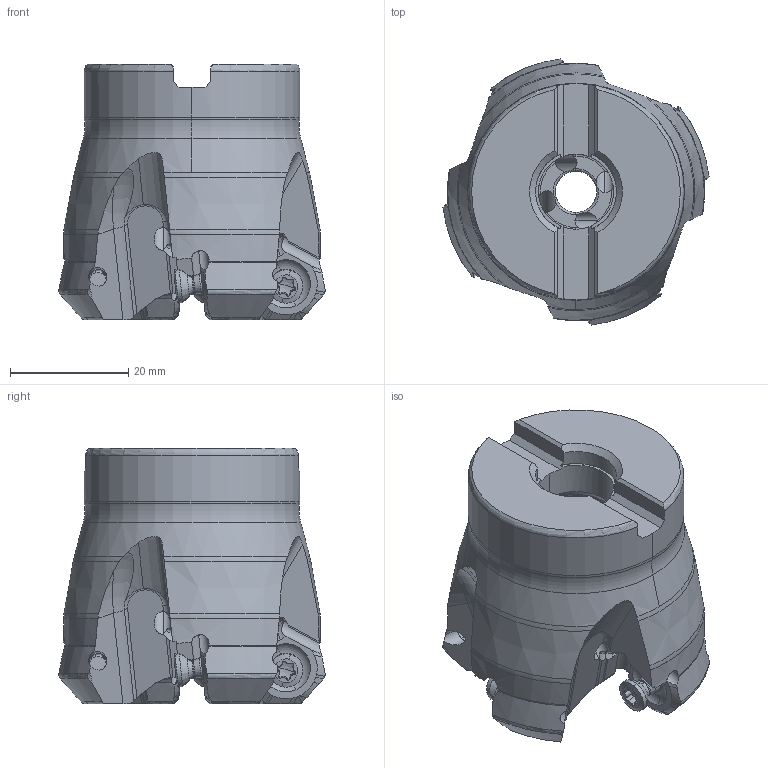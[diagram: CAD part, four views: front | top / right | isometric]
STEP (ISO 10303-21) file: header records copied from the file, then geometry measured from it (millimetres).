
FILE_DESCRIPTION(/* description */ (''),/* implementation_level */ '2;1');
FILE_NAME(/* name */ 'AHX440SUR1504SA.stp',/* time_stamp */ '2017-10-20T17:32:21+09:00',/* author */ (''),/* organization */ (''),/* preprocessor_version */ 'ST-DEVELOPER v16',/* originating_system */ 'SIEMENS PLM Software NX 10.0',/* authorisation */ '');
FILE_SCHEMA (('AUTOMOTIVE_DESIGN { 1 0 10303 214 3 1 1 1 }'));
Length unit declared in the file: millimetre
Products named in the file (1): AHX440SUR1504SA_ASM
Bounding box: 45.04 x 45.04 x 43.3 mm (x, y, z)
Volume: 36639.6 mm3; surface area: 11380.7 mm2
Topology: 5 solids, 5 shells, 588 faces, 1709 edges, 1123 vertices
Faces by surface type: cylinder 236, plane 140, torus 106, cone 50, extrusion 32, bspline 16, sphere 8
Entity records: 24837 total; most frequent: CARTESIAN_POINT 9695, ORIENTED_EDGE 3402, DIRECTION 2932, EDGE_CURVE 1701, AXIS2_PLACEMENT_3D 1216, VERTEX_POINT 1123, B_SPLINE_CURVE_WITH_KNOTS 613, EDGE_LOOP 606
